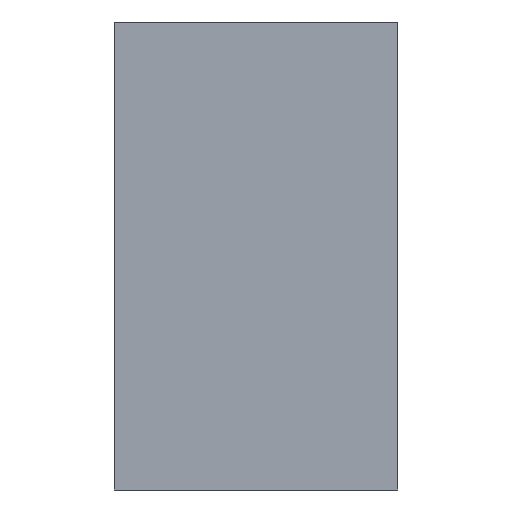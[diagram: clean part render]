
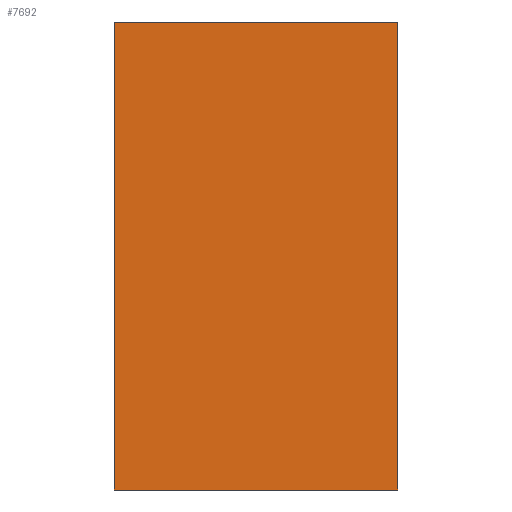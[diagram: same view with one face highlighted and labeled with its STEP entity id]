
A CAD part, left-side view. The second image highlights one B-rep face of the part: STEP entity #7692.
In plain terms, the highlighted planar face has unit normal (-1, 0, 0).
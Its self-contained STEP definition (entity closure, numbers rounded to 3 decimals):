
#541 = PLANE('',#542);
#542 = AXIS2_PLACEMENT_3D('',#543,#544,#545);
#543 = CARTESIAN_POINT('',(152.63,333.,
    286.46));
#544 = DIRECTION('',(0.,-1.,0.));
#545 = DIRECTION('',(0.,0.,1.));
#1790 = PLANE('',#1791);
#1791 = AXIS2_PLACEMENT_3D('',#1792,#1793,#1794);
#1792 = CARTESIAN_POINT('',(154.98,330.88,
    250.04));
#1793 = DIRECTION('',(0.,0.,-1.));
#1794 = DIRECTION('',(0.,1.,0.));
#2317 = VERTEX_POINT('',#2318);
#2318 = CARTESIAN_POINT('',(160.5,333.,
    283.04));
#2330 = PLANE('',#2331);
#2331 = AXIS2_PLACEMENT_3D('',#2332,#2333,#2334);
#2332 = CARTESIAN_POINT('',(143.58,330.88,
    283.04));
#2333 = DIRECTION('',(0.,0.,1.));
#2334 = DIRECTION('',(0.,-1.,0.));
#2341 = EDGE_CURVE('',#2317,#2342,#2344,.T.);
#2342 = VERTEX_POINT('',#2343);
#2343 = CARTESIAN_POINT('',(160.5,333.,
    250.04));
#2344 = SURFACE_CURVE('',#2345,(#2348,#2354),.PCURVE_S1.);
#2345 = B_SPLINE_CURVE_WITH_KNOTS('',1,(#2346,#2347),.UNSPECIFIED.,.F.,
  .F.,(2,2),(-33.,0.),.PIECEWISE_BEZIER_KNOTS.);
#2346 = CARTESIAN_POINT('',(160.5,333.,
    283.04));
#2347 = CARTESIAN_POINT('',(160.5,333.,
    250.04));
#2348 = PCURVE('',#541,#2349);
#2349 = DEFINITIONAL_REPRESENTATION('',(#2350),#2353);
#2350 = B_SPLINE_CURVE_WITH_KNOTS('',1,(#2351,#2352),.UNSPECIFIED.,.F.,
  .F.,(2,2),(-33.,0.),.PIECEWISE_BEZIER_KNOTS.);
#2351 = CARTESIAN_POINT('',(-3.42,-7.87));
#2352 = CARTESIAN_POINT('',(-36.42,-7.87));
#2353 = ( GEOMETRIC_REPRESENTATION_CONTEXT(2) 
PARAMETRIC_REPRESENTATION_CONTEXT() REPRESENTATION_CONTEXT('2D SPACE',''
  ) );
#2354 = PCURVE('',#2355,#2360);
#2355 = PLANE('',#2356);
#2356 = AXIS2_PLACEMENT_3D('',#2357,#2358,#2359);
#2357 = CARTESIAN_POINT('',(160.5,330.88,
    246.62));
#2358 = DIRECTION('',(-1.,0.,0.));
#2359 = DIRECTION('',(0.,0.,1.));
#2360 = DEFINITIONAL_REPRESENTATION('',(#2361),#2364);
#2361 = B_SPLINE_CURVE_WITH_KNOTS('',1,(#2362,#2363),.UNSPECIFIED.,.F.,
  .F.,(2,2),(-33.,0.),.PIECEWISE_BEZIER_KNOTS.);
#2362 = CARTESIAN_POINT('',(36.42,2.12));
#2363 = CARTESIAN_POINT('',(3.42,2.12));
#2364 = ( GEOMETRIC_REPRESENTATION_CONTEXT(2) 
PARAMETRIC_REPRESENTATION_CONTEXT() REPRESENTATION_CONTEXT('2D SPACE',''
  ) );
#6354 = EDGE_CURVE('',#2342,#6355,#6357,.T.);
#6355 = VERTEX_POINT('',#6356);
#6356 = CARTESIAN_POINT('',(160.5,353.,
    250.04));
#6357 = SURFACE_CURVE('',#6358,(#6361,#6367),.PCURVE_S1.);
#6358 = B_SPLINE_CURVE_WITH_KNOTS('',1,(#6359,#6360),.UNSPECIFIED.,.F.,
  .F.,(2,2),(-20.,0.),.PIECEWISE_BEZIER_KNOTS.);
#6359 = CARTESIAN_POINT('',(160.5,333.,
    250.04));
#6360 = CARTESIAN_POINT('',(160.5,353.,
    250.04));
#6361 = PCURVE('',#1790,#6362);
#6362 = DEFINITIONAL_REPRESENTATION('',(#6363),#6366);
#6363 = B_SPLINE_CURVE_WITH_KNOTS('',1,(#6364,#6365),.UNSPECIFIED.,.F.,
  .F.,(2,2),(-20.,0.),.PIECEWISE_BEZIER_KNOTS.);
#6364 = CARTESIAN_POINT('',(2.12,5.52));
#6365 = CARTESIAN_POINT('',(22.12,5.52));
#6366 = ( GEOMETRIC_REPRESENTATION_CONTEXT(2) 
PARAMETRIC_REPRESENTATION_CONTEXT() REPRESENTATION_CONTEXT('2D SPACE',''
  ) );
#6367 = PCURVE('',#2355,#6368);
#6368 = DEFINITIONAL_REPRESENTATION('',(#6369),#6372);
#6369 = B_SPLINE_CURVE_WITH_KNOTS('',1,(#6370,#6371),.UNSPECIFIED.,.F.,
  .F.,(2,2),(-20.,0.),.PIECEWISE_BEZIER_KNOTS.);
#6370 = CARTESIAN_POINT('',(3.42,2.12));
#6371 = CARTESIAN_POINT('',(3.42,22.12));
#6372 = ( GEOMETRIC_REPRESENTATION_CONTEXT(2) 
PARAMETRIC_REPRESENTATION_CONTEXT() REPRESENTATION_CONTEXT('2D SPACE',''
  ) );
#6388 = PLANE('',#6389);
#6389 = AXIS2_PLACEMENT_3D('',#6390,#6391,#6392);
#6390 = CARTESIAN_POINT('',(160.08,353.,
    246.62));
#6391 = DIRECTION('',(0.,1.,0.));
#6392 = DIRECTION('',(0.,0.,-1.));
#7129 = VERTEX_POINT('',#7130);
#7130 = CARTESIAN_POINT('',(160.5,353.,
    283.04));
#7148 = EDGE_CURVE('',#2317,#7129,#7149,.T.);
#7149 = SURFACE_CURVE('',#7150,(#7153,#7159),.PCURVE_S1.);
#7150 = B_SPLINE_CURVE_WITH_KNOTS('',1,(#7151,#7152),.UNSPECIFIED.,.F.,
  .F.,(2,2),(0.,20.),.PIECEWISE_BEZIER_KNOTS.);
#7151 = CARTESIAN_POINT('',(160.5,333.,
    283.04));
#7152 = CARTESIAN_POINT('',(160.5,353.,
    283.04));
#7153 = PCURVE('',#2330,#7154);
#7154 = DEFINITIONAL_REPRESENTATION('',(#7155),#7158);
#7155 = B_SPLINE_CURVE_WITH_KNOTS('',1,(#7156,#7157),.UNSPECIFIED.,.F.,
  .F.,(2,2),(0.,20.),.PIECEWISE_BEZIER_KNOTS.);
#7156 = CARTESIAN_POINT('',(-2.12,16.92));
#7157 = CARTESIAN_POINT('',(-22.12,16.92));
#7158 = ( GEOMETRIC_REPRESENTATION_CONTEXT(2) 
PARAMETRIC_REPRESENTATION_CONTEXT() REPRESENTATION_CONTEXT('2D SPACE',''
  ) );
#7159 = PCURVE('',#2355,#7160);
#7160 = DEFINITIONAL_REPRESENTATION('',(#7161),#7164);
#7161 = B_SPLINE_CURVE_WITH_KNOTS('',1,(#7162,#7163),.UNSPECIFIED.,.F.,
  .F.,(2,2),(0.,20.),.PIECEWISE_BEZIER_KNOTS.);
#7162 = CARTESIAN_POINT('',(36.42,2.12));
#7163 = CARTESIAN_POINT('',(36.42,22.12));
#7164 = ( GEOMETRIC_REPRESENTATION_CONTEXT(2) 
PARAMETRIC_REPRESENTATION_CONTEXT() REPRESENTATION_CONTEXT('2D SPACE',''
  ) );
#7667 = EDGE_CURVE('',#7129,#6355,#7668,.T.);
#7668 = SURFACE_CURVE('',#7669,(#7672,#7678),.PCURVE_S1.);
#7669 = B_SPLINE_CURVE_WITH_KNOTS('',1,(#7670,#7671),.UNSPECIFIED.,.F.,
  .F.,(2,2),(0.,33.),.PIECEWISE_BEZIER_KNOTS.);
#7670 = CARTESIAN_POINT('',(160.5,353.,
    283.04));
#7671 = CARTESIAN_POINT('',(160.5,353.,
    250.04));
#7672 = PCURVE('',#6388,#7673);
#7673 = DEFINITIONAL_REPRESENTATION('',(#7674),#7677);
#7674 = B_SPLINE_CURVE_WITH_KNOTS('',1,(#7675,#7676),.UNSPECIFIED.,.F.,
  .F.,(2,2),(0.,33.),.PIECEWISE_BEZIER_KNOTS.);
#7675 = CARTESIAN_POINT('',(-36.42,-0.42));
#7676 = CARTESIAN_POINT('',(-3.42,-0.42));
#7677 = ( GEOMETRIC_REPRESENTATION_CONTEXT(2) 
PARAMETRIC_REPRESENTATION_CONTEXT() REPRESENTATION_CONTEXT('2D SPACE',''
  ) );
#7678 = PCURVE('',#2355,#7679);
#7679 = DEFINITIONAL_REPRESENTATION('',(#7680),#7683);
#7680 = B_SPLINE_CURVE_WITH_KNOTS('',1,(#7681,#7682),.UNSPECIFIED.,.F.,
  .F.,(2,2),(0.,33.),.PIECEWISE_BEZIER_KNOTS.);
#7681 = CARTESIAN_POINT('',(36.42,22.12));
#7682 = CARTESIAN_POINT('',(3.42,22.12));
#7683 = ( GEOMETRIC_REPRESENTATION_CONTEXT(2) 
PARAMETRIC_REPRESENTATION_CONTEXT() REPRESENTATION_CONTEXT('2D SPACE',''
  ) );
#7692 = ADVANCED_FACE('',(#7693),#2355,.T.);
#7693 = FACE_BOUND('',#7694,.T.);
#7694 = EDGE_LOOP('',(#7695,#7696,#7697,#7698));
#7695 = ORIENTED_EDGE('',*,*,#7148,.T.);
#7696 = ORIENTED_EDGE('',*,*,#7667,.T.);
#7697 = ORIENTED_EDGE('',*,*,#6354,.F.);
#7698 = ORIENTED_EDGE('',*,*,#2341,.F.);
